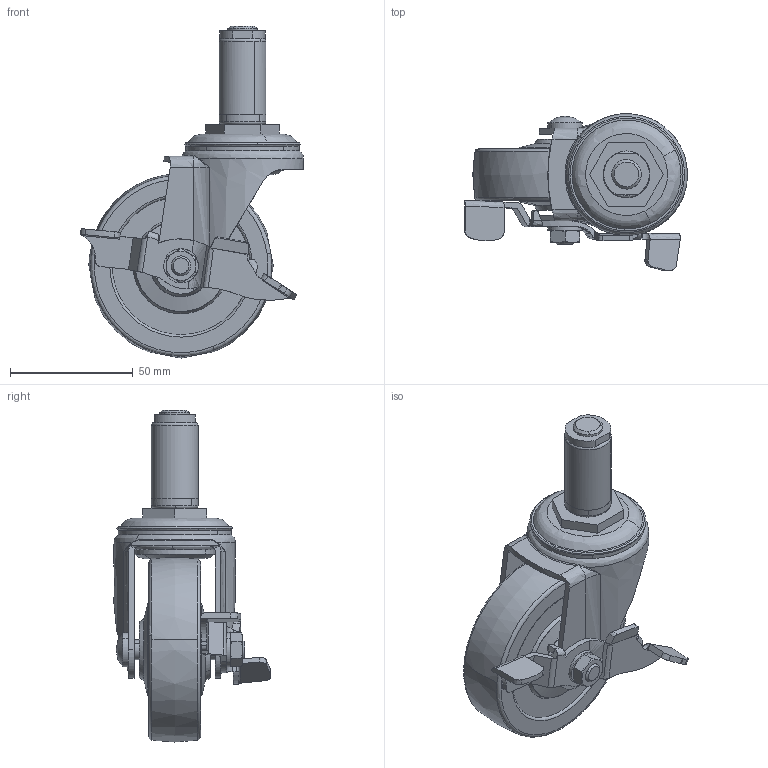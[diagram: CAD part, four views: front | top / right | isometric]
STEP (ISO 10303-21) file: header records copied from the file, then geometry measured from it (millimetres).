
FILE_DESCRIPTION((''),'2;1');
FILE_NAME('','2006-01-18T13:07:36',(''),(''),'','CADfix','');
FILE_SCHEMA(('AUTOMOTIVE_DESIGN'));
Length unit declared in the file: millimetre
Products named in the file (6): wheel; main shaft; lever; body; axle; No_206S_d19_6177_36
Assembly tree (5 placements, depth 2):
  No_206S_d19_6177_36
    wheel
    main shaft
    lever
    body
    axle
Bounding box: 90.58 x 63.56 x 135 mm (x, y, z)
Volume: 144186.3 mm3; surface area: 38873.9 mm2
Topology: 5 solids, 5 shells, 277 faces, 924 edges, 672 vertices
Faces by surface type: bspline 277
Entity records: 18656 total; most frequent: CARTESIAN_POINT 13170, ORIENTED_EDGE 1848, EDGE_CURVE 924, VERTEX_POINT 674, B_SPLINE_CURVE_WITH_KNOTS 591, EDGE_LOOP 304, QUASI_UNIFORM_CURVE 289, FACE_OUTER_BOUND 277
